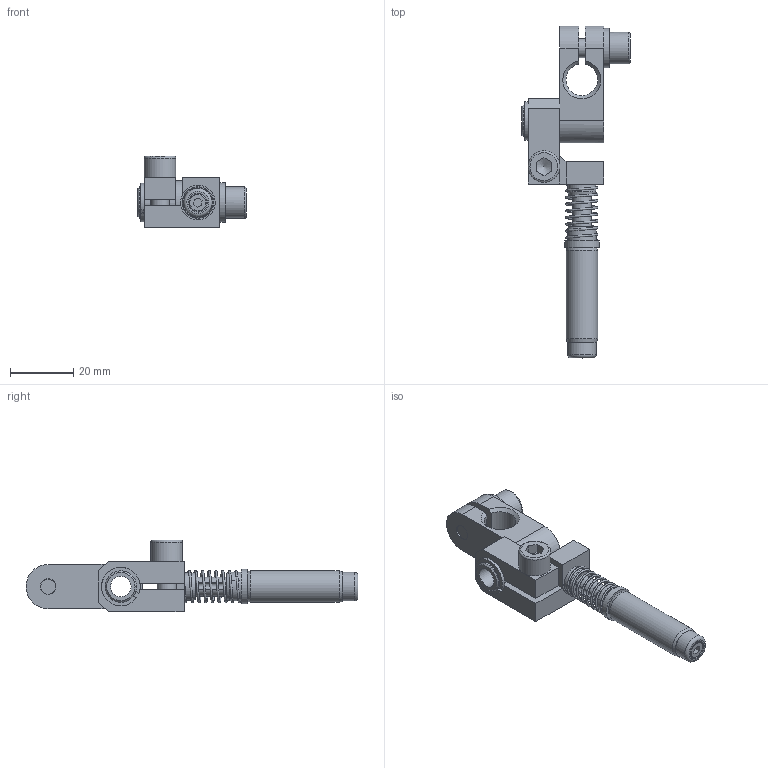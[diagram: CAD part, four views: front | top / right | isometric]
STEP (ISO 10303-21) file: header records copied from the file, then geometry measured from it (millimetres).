
FILE_DESCRIPTION(/* description */ ('GR03.160-Kd'),/* implementation_level */ '2;1');
FILE_NAME(/* name */ 'GR03.160-Kd.stp',/* time_stamp */ '2024-01-04T11:24:04+01:00',/* author */ ('BMaier'),/* organization */ (''),/* preprocessor_version */ 'ST-DEVELOPER v18',/* originating_system */ 'Autodesk Inventor 2020',/* authorisation */ '');
FILE_SCHEMA (('AUTOMOTIVE_DESIGN { 1 0 10303 214 3 1 1 }'));
Length unit declared in the file: millimetre
Products named in the file (1): 0803748.160_Shrinkwrap_1
Bounding box: 34.3 x 105 x 22.7 mm (x, y, z)
Volume: 14210.7 mm3; surface area: 11293.4 mm2
Topology: 1 solids, 1 shells, 147 faces, 373 edges, 244 vertices
Faces by surface type: plane 79, cylinder 42, cone 19, torus 6, bspline 1
Full cylindrical faces by diameter (mm): 3 x1, 3.2 x1, 4 x2, 4.917 x2, 5.5 x1, 6 x3, 6.1 x1, 6.4 x2, 6.5 x3, 8 x2, 8.8 x1, 9 x3, 9.6 x1, 9.95 x3, 10 x2, 11 x1, 12.5 x1
Entity records: 6317 total; most frequent: CARTESIAN_POINT 2386, DIRECTION 802, ORIENTED_EDGE 748, EDGE_CURVE 374, AXIS2_PLACEMENT_3D 311, VERTEX_POINT 244, LINE 180, VECTOR 180
